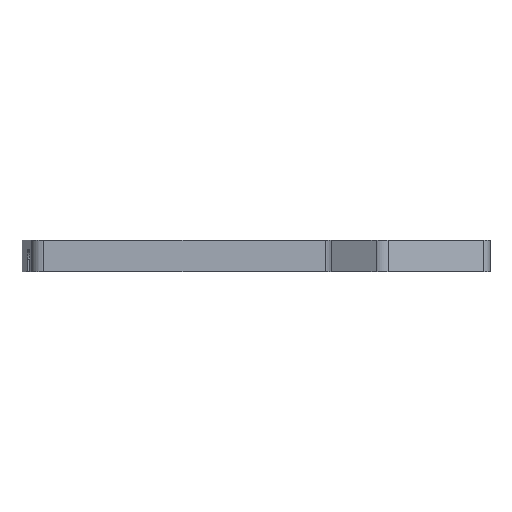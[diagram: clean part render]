
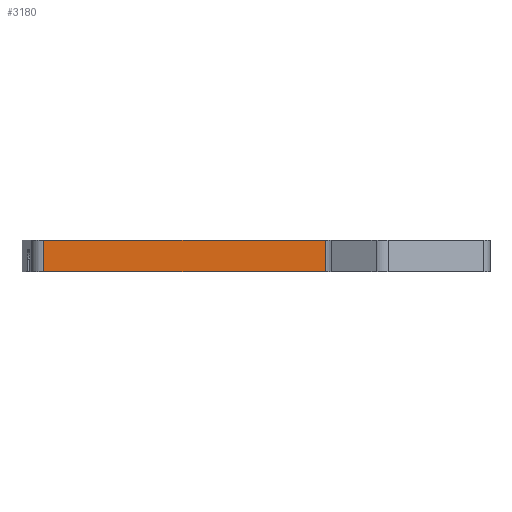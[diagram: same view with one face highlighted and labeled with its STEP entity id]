
A CAD part, left-side view. The second image highlights one B-rep face of the part: STEP entity #3180.
In plain terms, the highlighted planar face has unit normal (-1, 0, 0).
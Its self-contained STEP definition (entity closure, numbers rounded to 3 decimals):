
#43 = PLANE('',#44);
#44 = AXIS2_PLACEMENT_3D('',#45,#46,#47);
#45 = CARTESIAN_POINT('',(151.614,-86.761,10.));
#46 = DIRECTION('',(0.,0.,1.));
#47 = DIRECTION('',(1.,0.,0.));
#180 = VERTEX_POINT('',#181);
#181 = CARTESIAN_POINT('',(78.775,-31.6,10.));
#196 = CYLINDRICAL_SURFACE('',#197,3.5);
#197 = AXIS2_PLACEMENT_3D('',#198,#199,#200);
#198 = CARTESIAN_POINT('',(82.275,-31.6,10.));
#199 = DIRECTION('',(0.,0.,1.));
#200 = DIRECTION('',(-0.039,0.999,0.));
#208 = EDGE_CURVE('',#209,#180,#211,.T.);
#209 = VERTEX_POINT('',#210);
#210 = CARTESIAN_POINT('',(78.775,-111.117,10.));
#211 = SURFACE_CURVE('',#212,(#216,#223),.PCURVE_S1.);
#212 = LINE('',#213,#214);
#213 = CARTESIAN_POINT('',(78.775,-112.001,10.));
#214 = VECTOR('',#215,1.);
#215 = DIRECTION('',(0.,1.,0.));
#216 = PCURVE('',#43,#217);
#217 = DEFINITIONAL_REPRESENTATION('',(#218),#222);
#218 = LINE('',#219,#220);
#219 = CARTESIAN_POINT('',(-72.839,-25.239));
#220 = VECTOR('',#221,1.);
#221 = DIRECTION('',(0.,1.));
#222 = ( GEOMETRIC_REPRESENTATION_CONTEXT(2) 
PARAMETRIC_REPRESENTATION_CONTEXT() REPRESENTATION_CONTEXT('2D SPACE',''
  ) );
#223 = PCURVE('',#224,#229);
#224 = PLANE('',#225);
#225 = AXIS2_PLACEMENT_3D('',#226,#227,#228);
#226 = CARTESIAN_POINT('',(78.775,-112.001,10.));
#227 = DIRECTION('',(-1.,0.,0.));
#228 = DIRECTION('',(0.,1.,0.));
#229 = DEFINITIONAL_REPRESENTATION('',(#230),#234);
#230 = LINE('',#231,#232);
#231 = CARTESIAN_POINT('',(0.,0.));
#232 = VECTOR('',#233,1.);
#233 = DIRECTION('',(1.,0.));
#234 = ( GEOMETRIC_REPRESENTATION_CONTEXT(2) 
PARAMETRIC_REPRESENTATION_CONTEXT() REPRESENTATION_CONTEXT('2D SPACE',''
  ) );
#257 = CYLINDRICAL_SURFACE('',#258,3.5);
#258 = AXIS2_PLACEMENT_3D('',#259,#260,#261);
#259 = CARTESIAN_POINT('',(75.275,-111.117,10.));
#260 = DIRECTION('',(0.,0.,1.));
#261 = DIRECTION('',(1.,0.,0.));
#2835 = PLANE('',#2836);
#2836 = AXIS2_PLACEMENT_3D('',#2837,#2838,#2839);
#2837 = CARTESIAN_POINT('',(151.614,-86.761,19.));
#2838 = DIRECTION('',(0.,0.,1.));
#2839 = DIRECTION('',(1.,0.,0.));
#3081 = EDGE_CURVE('',#180,#3082,#3084,.T.);
#3082 = VERTEX_POINT('',#3083);
#3083 = CARTESIAN_POINT('',(78.775,-31.6,19.));
#3084 = SURFACE_CURVE('',#3085,(#3089,#3096),.PCURVE_S1.);
#3085 = LINE('',#3086,#3087);
#3086 = CARTESIAN_POINT('',(78.775,-31.6,10.));
#3087 = VECTOR('',#3088,1.);
#3088 = DIRECTION('',(0.,0.,1.));
#3089 = PCURVE('',#196,#3090);
#3090 = DEFINITIONAL_REPRESENTATION('',(#3091),#3095);
#3091 = LINE('',#3092,#3093);
#3092 = CARTESIAN_POINT('',(1.532,0.));
#3093 = VECTOR('',#3094,1.);
#3094 = DIRECTION('',(0.,1.));
#3095 = ( GEOMETRIC_REPRESENTATION_CONTEXT(2) 
PARAMETRIC_REPRESENTATION_CONTEXT() REPRESENTATION_CONTEXT('2D SPACE',''
  ) );
#3096 = PCURVE('',#224,#3097);
#3097 = DEFINITIONAL_REPRESENTATION('',(#3098),#3102);
#3098 = LINE('',#3099,#3100);
#3099 = CARTESIAN_POINT('',(80.401,0.));
#3100 = VECTOR('',#3101,1.);
#3101 = DIRECTION('',(0.,-1.));
#3102 = ( GEOMETRIC_REPRESENTATION_CONTEXT(2) 
PARAMETRIC_REPRESENTATION_CONTEXT() REPRESENTATION_CONTEXT('2D SPACE',''
  ) );
#3180 = ADVANCED_FACE('',(#3181),#224,.T.);
#3181 = FACE_BOUND('',#3182,.T.);
#3182 = EDGE_LOOP('',(#3183,#3184,#3207,#3228));
#3183 = ORIENTED_EDGE('',*,*,#208,.F.);
#3184 = ORIENTED_EDGE('',*,*,#3185,.T.);
#3185 = EDGE_CURVE('',#209,#3186,#3188,.T.);
#3186 = VERTEX_POINT('',#3187);
#3187 = CARTESIAN_POINT('',(78.775,-111.117,19.));
#3188 = SURFACE_CURVE('',#3189,(#3193,#3200),.PCURVE_S1.);
#3189 = LINE('',#3190,#3191);
#3190 = CARTESIAN_POINT('',(78.775,-111.117,10.));
#3191 = VECTOR('',#3192,1.);
#3192 = DIRECTION('',(0.,0.,1.));
#3193 = PCURVE('',#224,#3194);
#3194 = DEFINITIONAL_REPRESENTATION('',(#3195),#3199);
#3195 = LINE('',#3196,#3197);
#3196 = CARTESIAN_POINT('',(0.884,0.));
#3197 = VECTOR('',#3198,1.);
#3198 = DIRECTION('',(0.,-1.));
#3199 = ( GEOMETRIC_REPRESENTATION_CONTEXT(2) 
PARAMETRIC_REPRESENTATION_CONTEXT() REPRESENTATION_CONTEXT('2D SPACE',''
  ) );
#3200 = PCURVE('',#257,#3201);
#3201 = DEFINITIONAL_REPRESENTATION('',(#3202),#3206);
#3202 = LINE('',#3203,#3204);
#3203 = CARTESIAN_POINT('',(-0.,0.));
#3204 = VECTOR('',#3205,1.);
#3205 = DIRECTION('',(-0.,1.));
#3206 = ( GEOMETRIC_REPRESENTATION_CONTEXT(2) 
PARAMETRIC_REPRESENTATION_CONTEXT() REPRESENTATION_CONTEXT('2D SPACE',''
  ) );
#3207 = ORIENTED_EDGE('',*,*,#3208,.T.);
#3208 = EDGE_CURVE('',#3186,#3082,#3209,.T.);
#3209 = SURFACE_CURVE('',#3210,(#3214,#3221),.PCURVE_S1.);
#3210 = LINE('',#3211,#3212);
#3211 = CARTESIAN_POINT('',(78.775,-112.001,19.));
#3212 = VECTOR('',#3213,1.);
#3213 = DIRECTION('',(0.,1.,0.));
#3214 = PCURVE('',#224,#3215);
#3215 = DEFINITIONAL_REPRESENTATION('',(#3216),#3220);
#3216 = LINE('',#3217,#3218);
#3217 = CARTESIAN_POINT('',(0.,-9.));
#3218 = VECTOR('',#3219,1.);
#3219 = DIRECTION('',(1.,0.));
#3220 = ( GEOMETRIC_REPRESENTATION_CONTEXT(2) 
PARAMETRIC_REPRESENTATION_CONTEXT() REPRESENTATION_CONTEXT('2D SPACE',''
  ) );
#3221 = PCURVE('',#2835,#3222);
#3222 = DEFINITIONAL_REPRESENTATION('',(#3223),#3227);
#3223 = LINE('',#3224,#3225);
#3224 = CARTESIAN_POINT('',(-72.839,-25.239));
#3225 = VECTOR('',#3226,1.);
#3226 = DIRECTION('',(0.,1.));
#3227 = ( GEOMETRIC_REPRESENTATION_CONTEXT(2) 
PARAMETRIC_REPRESENTATION_CONTEXT() REPRESENTATION_CONTEXT('2D SPACE',''
  ) );
#3228 = ORIENTED_EDGE('',*,*,#3081,.F.);
